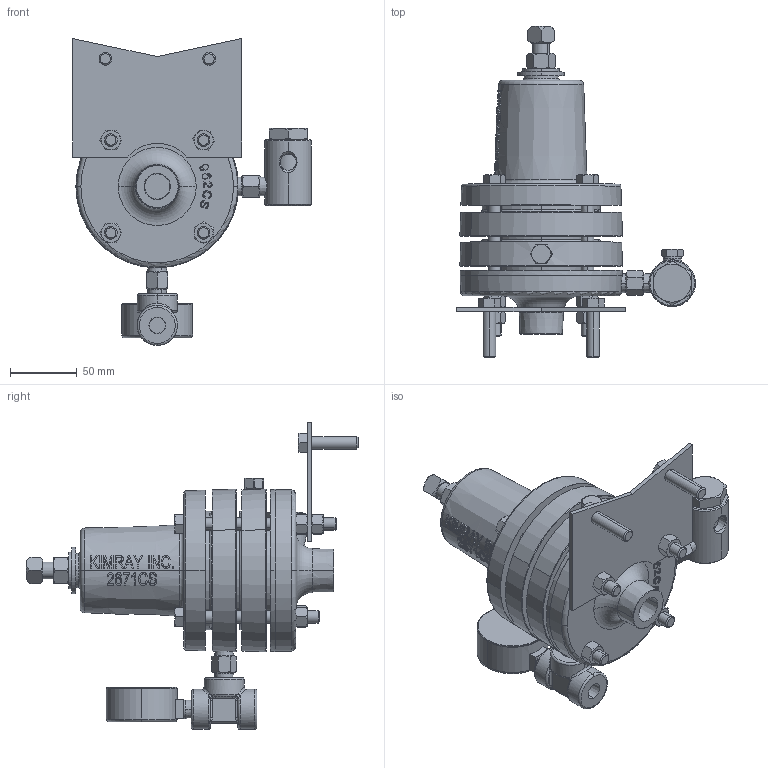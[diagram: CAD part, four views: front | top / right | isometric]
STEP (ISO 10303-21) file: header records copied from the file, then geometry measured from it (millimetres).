
FILE_DESCRIPTION (( 'STEP AP214' ), '1' );
FILE_NAME ('50 HPG PR-S DIR (AHJ-S).STEP', '2019-11-07T22:03:41', ( '' ), ( '' ), 'SwSTEP 2.0', 'SolidWorks 2019', '' );
FILE_SCHEMA (( 'AUTOMOTIVE_DESIGN' ));
Length unit declared in the file: inch
Products named in the file (1): 50 HPG PR-S DIR (AHJ-S)
Bounding box: 179.18 x 249.02 x 230.2 mm (x, y, z)
Volume: 1409789.3 mm3; surface area: 172011.9 mm2
Topology: 1 solids, 1 shells, 945 faces, 2338 edges, 1449 vertices
Faces by surface type: plane 333, cone 243, bspline 211, cylinder 103, torus 39, sphere 16
Entity records: 45808 total; most frequent: CARTESIAN_POINT 19500, ORIENTED_EDGE 4644, DIRECTION 3484, EDGE_CURVE 2322, VERTEX_POINT 1449, AXIS2_PLACEMENT_3D 1376, EDGE_LOOP 1041, ADVANCED_FACE 945
